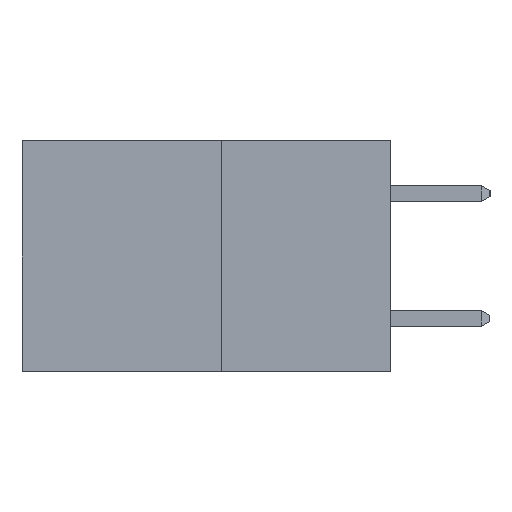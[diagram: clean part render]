
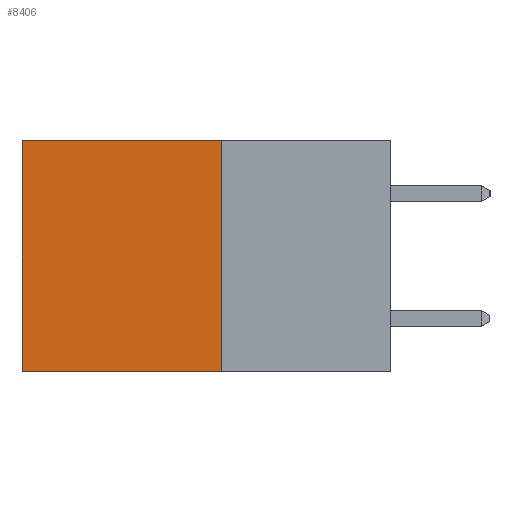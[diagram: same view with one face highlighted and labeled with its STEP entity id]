
A CAD part, left-side view. The second image highlights one B-rep face of the part: STEP entity #8406.
In plain terms, the highlighted planar face has unit normal (-1, 0, 0).
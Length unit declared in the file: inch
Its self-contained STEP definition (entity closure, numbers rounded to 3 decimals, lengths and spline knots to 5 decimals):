
#81 = DIRECTION ( 'NONE',  ( 0., 0., -1. ) ) ;
#162 = LINE ( 'NONE', #22511, #5195 ) ;
#280 = CARTESIAN_POINT ( 'NONE',  ( 0.277, 0.59, -0.37 ) ) ;
#503 = VERTEX_POINT ( 'NONE', #4364 ) ;
#1228 = FACE_OUTER_BOUND ( 'NONE', #2248, .T. ) ;
#1581 = LINE ( 'NONE', #3553, #20825 ) ;
#2018 = CARTESIAN_POINT ( 'NONE',  ( 0.277, 0.27, 0. ) ) ;
#2248 = EDGE_LOOP ( 'NONE', ( #22459, #14129, #9372, #5740 ) ) ;
#3492 = CARTESIAN_POINT ( 'NONE',  ( 0.277, 0.59, -0.37 ) ) ;
#3553 = CARTESIAN_POINT ( 'NONE',  ( 0.277, 0.27, 0. ) ) ;
#4364 = CARTESIAN_POINT ( 'NONE',  ( 0.277, 0.59, 0. ) ) ;
#5195 = VECTOR ( 'NONE', #13278, 39.37008 ) ;
#5450 = LINE ( 'NONE', #280, #14738 ) ;
#5740 = ORIENTED_EDGE ( 'NONE', *, *, #14758, .T. ) ;
#8150 = CARTESIAN_POINT ( 'NONE',  ( 0.277, 0.27, -0.37 ) ) ;
#8406 = ADVANCED_FACE ( 'NONE', ( #1228 ), #22379, .F. ) ;
#9372 = ORIENTED_EDGE ( 'NONE', *, *, #16637, .F. ) ;
#10814 = VECTOR ( 'NONE', #13779, 39.37008 ) ;
#11299 = DIRECTION ( 'NONE',  ( 1., 0., 0. ) ) ;
#12010 = VERTEX_POINT ( 'NONE', #3492 ) ;
#12188 = EDGE_CURVE ( 'NONE', #21986, #12010, #162, .T. ) ;
#13278 = DIRECTION ( 'NONE',  ( 0., 1., 0. ) ) ;
#13779 = DIRECTION ( 'NONE',  ( 0., 0., -1. ) ) ;
#14129 = ORIENTED_EDGE ( 'NONE', *, *, #12188, .F. ) ;
#14738 = VECTOR ( 'NONE', #15230, 39.37008 ) ;
#14758 = EDGE_CURVE ( 'NONE', #20649, #503, #1581, .T. ) ;
#15230 = DIRECTION ( 'NONE',  ( 0., 0., -1. ) ) ;
#16637 = EDGE_CURVE ( 'NONE', #20649, #21986, #21313, .T. ) ;
#16902 = CARTESIAN_POINT ( 'NONE',  ( 0.277, 0.27, -0.37 ) ) ;
#18891 = CARTESIAN_POINT ( 'NONE',  ( 0.277, 0.27, -0.37 ) ) ;
#20649 = VERTEX_POINT ( 'NONE', #2018 ) ;
#20825 = VECTOR ( 'NONE', #23805, 39.37008 ) ;
#21313 = LINE ( 'NONE', #8150, #10814 ) ;
#21986 = VERTEX_POINT ( 'NONE', #18891 ) ;
#22379 = PLANE ( 'NONE',  #22837 ) ;
#22459 = ORIENTED_EDGE ( 'NONE', *, *, #23559, .T. ) ;
#22511 = CARTESIAN_POINT ( 'NONE',  ( 0.277, 0.27, -0.37 ) ) ;
#22837 = AXIS2_PLACEMENT_3D ( 'NONE', #16902, #11299, #81 ) ;
#23559 = EDGE_CURVE ( 'NONE', #503, #12010, #5450, .T. ) ;
#23805 = DIRECTION ( 'NONE',  ( 0., 1., 0. ) ) ;
